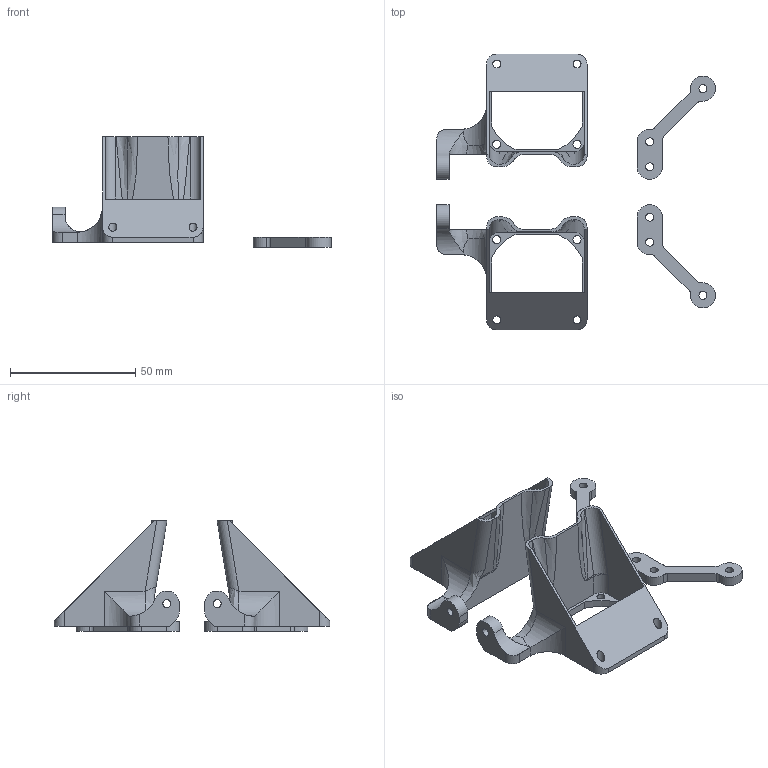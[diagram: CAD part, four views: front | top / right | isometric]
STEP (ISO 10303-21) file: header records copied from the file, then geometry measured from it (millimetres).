
FILE_DESCRIPTION(/* description */ (''),/* implementation_level */ '2;1');
FILE_NAME(/* name */ 'C-Bot Dual Carriage Fan Mount.stp',/* time_stamp */ '2015-10-18T17:52:30+01:00',/* author */ (''),/* organization */ (''),/* preprocessor_version */ 'ST-DEVELOPER v15.2',/* originating_system */ 'Autodesk Translator Framework v2.0.0.5431',/* authorisation */ '');
FILE_SCHEMA (('AUTOMOTIVE_DESIGN { 1 0 10303 214 3 1 1 }'));
Length unit declared in the file: centimetre
Products named in the file (1): C-Bot Dual Carriage Fan Mount
Bounding box: 111.19 x 110 x 44 mm (x, y, z)
Volume: 17082.1 mm3; surface area: 22954.1 mm2
Topology: 4 solids, 4 shells, 194 faces, 540 edges, 338 vertices
Faces by surface type: plane 82, cylinder 78, bspline 34
Full cylindrical faces by diameter (mm): 3.2 x16
Entity records: 7978 total; most frequent: CARTESIAN_POINT 3216, ORIENTED_EDGE 1012, DIRECTION 916, EDGE_CURVE 506, VERTEX_POINT 334, AXIS2_PLACEMENT_3D 325, LINE 266, VECTOR 266
